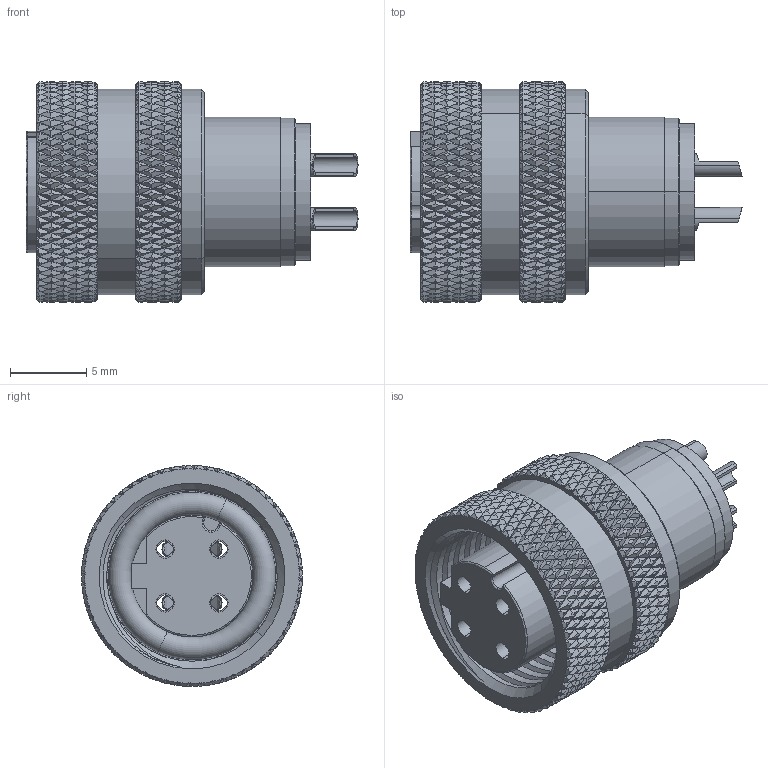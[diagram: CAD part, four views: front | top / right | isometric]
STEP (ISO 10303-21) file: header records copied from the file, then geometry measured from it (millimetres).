
FILE_DESCRIPTION (( 'STEP AP203' ), '1' );
FILE_NAME ('50-01028revA.STEP', '2023-02-09T19:01:18', ( '' ), ( '' ), 'SwSTEP 2.0', 'SolidWorks 2021', '' );
FILE_SCHEMA (( 'CONFIG_CONTROL_DESIGN' ));
Length unit declared in the file: millimetre
Products named in the file (6): 50-01028-03___; 50-01028-05___; 50-01028-02___; 50-01028revA; 50-01028-04___; 50-01028-01___
Assembly tree (8 placements, depth 2):
  50-01028revA
    50-01028-01___
    50-01028-02___
    50-01028-03___  x4
    50-01028-04___
    50-01028-05___
Bounding box: 21.8 x 14.5 x 14.5 mm (x, y, z)
Volume: 1771.2 mm3; surface area: 3621.8 mm2
Topology: 8 solids, 8 shells, 3036 faces, 8883 edges, 5881 vertices
Faces by surface type: bspline 1586, cylinder 705, cone 530, plane 134, torus 81
Entity records: 481046 total; most frequent: CARTESIAN_POINT 427163, ORIENTED_EDGE 16464, EDGE_CURVE 8232, B_SPLINE_CURVE_WITH_KNOTS 5518, VERTEX_POINT 5473, DIRECTION 4338, EDGE_LOOP 2809, ADVANCED_FACE 2781
